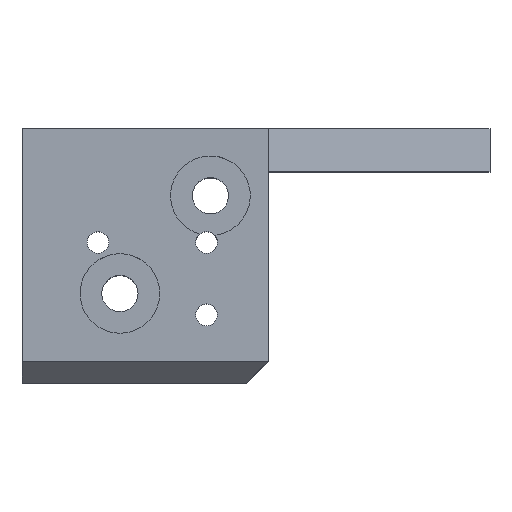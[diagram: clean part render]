
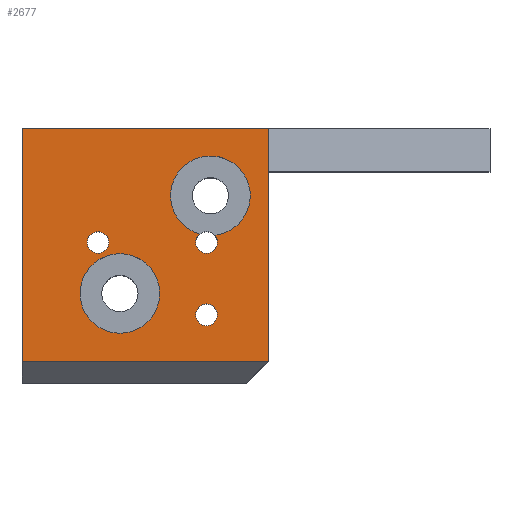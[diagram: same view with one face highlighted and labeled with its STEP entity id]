
A CAD part, top view. The second image highlights one B-rep face of the part: STEP entity #2677.
In plain terms, the highlighted planar face has unit normal (0, 0, 1).
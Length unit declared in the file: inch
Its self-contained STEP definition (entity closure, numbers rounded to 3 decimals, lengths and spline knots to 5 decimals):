
#12 = DIRECTION ( 'NONE',  ( -1., 0., 0. ) ) ;
#34 = VECTOR ( 'NONE', #848, 39.37008 ) ;
#37 = CARTESIAN_POINT ( 'NONE',  ( -3.27473, 0.66661, 3.09449 ) ) ;
#45 = VERTEX_POINT ( 'NONE', #1178 ) ;
#58 = DIRECTION ( 'NONE',  ( 1., 0., 0. ) ) ;
#74 = DIRECTION ( 'NONE',  ( 0., 0., -1. ) ) ;
#84 = EDGE_CURVE ( 'NONE', #2555, #529, #1905, .T. ) ;
#118 = CARTESIAN_POINT ( 'NONE',  ( -2.97835, -0.45079, 3.09449 ) ) ;
#127 = DIRECTION ( 'NONE',  ( 0., 1., 0. ) ) ;
#128 = ORIENTED_EDGE ( 'NONE', *, *, #2775, .F. ) ;
#198 = VERTEX_POINT ( 'NONE', #2412 ) ;
#213 = ORIENTED_EDGE ( 'NONE', *, *, #84, .F. ) ;
#246 = VERTEX_POINT ( 'NONE', #825 ) ;
#247 = EDGE_CURVE ( 'NONE', #1443, #198, #2624, .T. ) ;
#251 = DIRECTION ( 'NONE',  ( 0., -1., 0. ) ) ;
#253 = DIRECTION ( 'NONE',  ( 0., 0., -1. ) ) ;
#312 = DIRECTION ( 'NONE',  ( -1., 0., 0. ) ) ;
#321 = EDGE_CURVE ( 'NONE', #1473, #1439, #1509, .T. ) ;
#352 = DIRECTION ( 'NONE',  ( -1., 0., 0. ) ) ;
#393 = CARTESIAN_POINT ( 'NONE',  ( -3.31299, 0.19685, 3.09449 ) ) ;
#404 = DIRECTION ( 'NONE',  ( 0., 0., -1. ) ) ;
#409 = FACE_BOUND ( 'NONE', #1629, .T. ) ;
#432 = CIRCLE ( 'NONE', #1707, 0.21654 ) ;
#464 = CARTESIAN_POINT ( 'NONE',  ( -2.97835, 0.81693, 3.09449 ) ) ;
#495 = EDGE_LOOP ( 'NONE', ( #985, #2606 ) ) ;
#529 = VERTEX_POINT ( 'NONE', #956 ) ;
#532 = VERTEX_POINT ( 'NONE', #2539 ) ;
#542 = ORIENTED_EDGE ( 'NONE', *, *, #1534, .F. ) ;
#581 = DIRECTION ( 'NONE',  ( 1., 0., 0. ) ) ;
#588 = VERTEX_POINT ( 'NONE', #37 ) ;
#596 = AXIS2_PLACEMENT_3D ( 'NONE', #2266, #253, #1838 ) ;
#599 = CIRCLE ( 'NONE', #983, 0.21654 ) ;
#600 = EDGE_LOOP ( 'NONE', ( #1921, #542, #213, #128, #1579 ) ) ;
#603 = CIRCLE ( 'NONE', #987, 0.05906 ) ;
#614 = DIRECTION ( 'NONE',  ( 0., 0., -1. ) ) ;
#669 = DIRECTION ( 'NONE',  ( 1., 0., 0. ) ) ;
#738 = VERTEX_POINT ( 'NONE', #1963 ) ;
#755 = EDGE_CURVE ( 'NONE', #738, #1439, #2854, .T. ) ;
#763 = DIRECTION ( 'NONE',  ( 0., 0., -1. ) ) ;
#771 = EDGE_CURVE ( 'NONE', #2525, #2888, #2569, .T. ) ;
#794 = DIRECTION ( 'NONE',  ( 0., 0., -1. ) ) ;
#801 = CARTESIAN_POINT ( 'NONE',  ( -3.41535, -0.45079, 3.09449 ) ) ;
#825 = CARTESIAN_POINT ( 'NONE',  ( -3.25394, -0.19685, 3.09449 ) ) ;
#842 = AXIS2_PLACEMENT_3D ( 'NONE', #1281, #614, #2633 ) ;
#845 = DIRECTION ( 'NONE',  ( -1., 0., 0. ) ) ;
#848 = DIRECTION ( 'NONE',  ( 0., 1., 0. ) ) ;
#871 = VERTEX_POINT ( 'NONE', #1631 ) ;
#956 = CARTESIAN_POINT ( 'NONE',  ( -4.31693, -0.45079, 3.09449 ) ) ;
#958 = CARTESIAN_POINT ( 'NONE',  ( -3.9626, 0.19685, 3.09449 ) ) ;
#983 = AXIS2_PLACEMENT_3D ( 'NONE', #2367, #763, #352 ) ;
#985 = ORIENTED_EDGE ( 'NONE', *, *, #1311, .T. ) ;
#987 = AXIS2_PLACEMENT_3D ( 'NONE', #1217, #1446, #2540 ) ;
#1047 = EDGE_CURVE ( 'NONE', #871, #1632, #2151, .T. ) ;
#1062 = CIRCLE ( 'NONE', #2273, 0.05906 ) ;
#1067 = CARTESIAN_POINT ( 'NONE',  ( -3.3248, 0.81693, 3.09449 ) ) ;
#1119 = EDGE_CURVE ( 'NONE', #45, #2525, #2715, .T. ) ;
#1151 = AXIS2_PLACEMENT_3D ( 'NONE', #2652, #1302, #2664 ) ;
#1168 = AXIS2_PLACEMENT_3D ( 'NONE', #2350, #794, #581 ) ;
#1178 = CARTESIAN_POINT ( 'NONE',  ( -3.25394, 0.19685, 3.09449 ) ) ;
#1197 = CARTESIAN_POINT ( 'NONE',  ( -3.41535, -0.37205, 3.09449 ) ) ;
#1207 = LINE ( 'NONE', #2567, #2673 ) ;
#1208 = DIRECTION ( 'NONE',  ( 0., 0., -1. ) ) ;
#1217 = CARTESIAN_POINT ( 'NONE',  ( -3.31299, -0.19685, 3.09449 ) ) ;
#1224 = EDGE_CURVE ( 'NONE', #2888, #588, #599, .T. ) ;
#1250 = CARTESIAN_POINT ( 'NONE',  ( -4.31693, 0.81693, 3.09449 ) ) ;
#1278 = EDGE_CURVE ( 'NONE', #1798, #45, #2245, .T. ) ;
#1281 = CARTESIAN_POINT ( 'NONE',  ( -3.90354, 0.19685, 3.09449 ) ) ;
#1302 = DIRECTION ( 'NONE',  ( 0., 0., -1. ) ) ;
#1308 = AXIS2_PLACEMENT_3D ( 'NONE', #2881, #2210, #669 ) ;
#1311 = EDGE_CURVE ( 'NONE', #198, #1443, #1364, .T. ) ;
#1316 = FACE_BOUND ( 'NONE', #2225, .T. ) ;
#1354 = ORIENTED_EDGE ( 'NONE', *, *, #1569, .T. ) ;
#1364 = CIRCLE ( 'NONE', #842, 0.05906 ) ;
#1384 = CARTESIAN_POINT ( 'NONE',  ( -3.29231, 0.45079, 3.09449 ) ) ;
#1404 = CARTESIAN_POINT ( 'NONE',  ( -2.97835, -0.37205, 3.09449 ) ) ;
#1436 = CARTESIAN_POINT ( 'NONE',  ( -3.31299, -0.19685, 3.09449 ) ) ;
#1439 = VERTEX_POINT ( 'NONE', #464 ) ;
#1443 = VERTEX_POINT ( 'NONE', #958 ) ;
#1446 = DIRECTION ( 'NONE',  ( 0., 0., -1. ) ) ;
#1473 = VERTEX_POINT ( 'NONE', #1250 ) ;
#1475 = CARTESIAN_POINT ( 'NONE',  ( -3.26841, 0.23558, 3.09449 ) ) ;
#1509 = LINE ( 'NONE', #1067, #2759 ) ;
#1534 = EDGE_CURVE ( 'NONE', #529, #1473, #1207, .T. ) ;
#1569 = EDGE_CURVE ( 'NONE', #246, #532, #603, .T. ) ;
#1579 = ORIENTED_EDGE ( 'NONE', *, *, #755, .T. ) ;
#1629 = EDGE_LOOP ( 'NONE', ( #2417, #2651, #2001, #1893, #2248 ) ) ;
#1631 = CARTESIAN_POINT ( 'NONE',  ( -4.00095, -0.08071, 3.09449 ) ) ;
#1632 = VERTEX_POINT ( 'NONE', #2829 ) ;
#1637 = PLANE ( 'NONE',  #1714 ) ;
#1653 = DIRECTION ( 'NONE',  ( 0., 0., -1. ) ) ;
#1706 = EDGE_LOOP ( 'NONE', ( #2209, #2860 ) ) ;
#1707 = AXIS2_PLACEMENT_3D ( 'NONE', #1384, #2111, #312 ) ;
#1714 = AXIS2_PLACEMENT_3D ( 'NONE', #1197, #74, #12 ) ;
#1798 = VERTEX_POINT ( 'NONE', #1475 ) ;
#1838 = DIRECTION ( 'NONE',  ( -1., 0., 0. ) ) ;
#1893 = ORIENTED_EDGE ( 'NONE', *, *, #1119, .T. ) ;
#1905 = LINE ( 'NONE', #801, #1965 ) ;
#1921 = ORIENTED_EDGE ( 'NONE', *, *, #321, .F. ) ;
#1935 = EDGE_CURVE ( 'NONE', #588, #1798, #432, .T. ) ;
#1942 = VECTOR ( 'NONE', #251, 39.37008 ) ;
#1949 = DIRECTION ( 'NONE',  ( 1., 0., 0. ) ) ;
#1963 = CARTESIAN_POINT ( 'NONE',  ( -2.97835, 0.58071, 3.09449 ) ) ;
#1965 = VECTOR ( 'NONE', #845, 39.37008 ) ;
#2001 = ORIENTED_EDGE ( 'NONE', *, *, #1278, .T. ) ;
#2016 = DIRECTION ( 'NONE',  ( 1., 0., 0. ) ) ;
#2111 = DIRECTION ( 'NONE',  ( 0., 0., -1. ) ) ;
#2151 = CIRCLE ( 'NONE', #596, 0.21654 ) ;
#2187 = EDGE_CURVE ( 'NONE', #1632, #871, #2507, .T. ) ;
#2194 = CARTESIAN_POINT ( 'NONE',  ( -2.97835, 0.10433, 3.09449 ) ) ;
#2209 = ORIENTED_EDGE ( 'NONE', *, *, #1047, .T. ) ;
#2210 = DIRECTION ( 'NONE',  ( 0., 0., -1. ) ) ;
#2225 = EDGE_LOOP ( 'NONE', ( #1354, #2356 ) ) ;
#2245 = CIRCLE ( 'NONE', #2623, 0.05906 ) ;
#2248 = ORIENTED_EDGE ( 'NONE', *, *, #771, .T. ) ;
#2265 = LINE ( 'NONE', #1404, #1942 ) ;
#2266 = CARTESIAN_POINT ( 'NONE',  ( -3.78442, -0.08071, 3.09449 ) ) ;
#2273 = AXIS2_PLACEMENT_3D ( 'NONE', #1436, #1208, #2351 ) ;
#2279 = FACE_BOUND ( 'NONE', #495, .T. ) ;
#2339 = CARTESIAN_POINT ( 'NONE',  ( -3.37205, 0.19685, 3.09449 ) ) ;
#2350 = CARTESIAN_POINT ( 'NONE',  ( -3.90354, 0.19685, 3.09449 ) ) ;
#2351 = DIRECTION ( 'NONE',  ( 1., 0., 0. ) ) ;
#2356 = ORIENTED_EDGE ( 'NONE', *, *, #2815, .T. ) ;
#2367 = CARTESIAN_POINT ( 'NONE',  ( -3.29231, 0.45079, 3.09449 ) ) ;
#2380 = CARTESIAN_POINT ( 'NONE',  ( -3.35072, 0.24228, 3.09449 ) ) ;
#2412 = CARTESIAN_POINT ( 'NONE',  ( -3.84449, 0.19685, 3.09449 ) ) ;
#2417 = ORIENTED_EDGE ( 'NONE', *, *, #1224, .T. ) ;
#2507 = CIRCLE ( 'NONE', #1151, 0.21654 ) ;
#2525 = VERTEX_POINT ( 'NONE', #2339 ) ;
#2527 = AXIS2_PLACEMENT_3D ( 'NONE', #2722, #1653, #58 ) ;
#2539 = CARTESIAN_POINT ( 'NONE',  ( -3.37205, -0.19685, 3.09449 ) ) ;
#2540 = DIRECTION ( 'NONE',  ( 1., 0., 0. ) ) ;
#2555 = VERTEX_POINT ( 'NONE', #118 ) ;
#2567 = CARTESIAN_POINT ( 'NONE',  ( -4.31693, 0., 3.09449 ) ) ;
#2569 = CIRCLE ( 'NONE', #1308, 0.05906 ) ;
#2606 = ORIENTED_EDGE ( 'NONE', *, *, #247, .T. ) ;
#2623 = AXIS2_PLACEMENT_3D ( 'NONE', #393, #404, #2016 ) ;
#2624 = CIRCLE ( 'NONE', #1168, 0.05906 ) ;
#2633 = DIRECTION ( 'NONE',  ( 1., 0., 0. ) ) ;
#2651 = ORIENTED_EDGE ( 'NONE', *, *, #1935, .T. ) ;
#2652 = CARTESIAN_POINT ( 'NONE',  ( -3.78442, -0.08071, 3.09449 ) ) ;
#2664 = DIRECTION ( 'NONE',  ( -1., 0., 0. ) ) ;
#2673 = VECTOR ( 'NONE', #127, 39.37008 ) ;
#2677 = ADVANCED_FACE ( 'NONE', ( #409, #1316, #2279, #2705, #2749 ), #1637, .F. ) ;
#2705 = FACE_BOUND ( 'NONE', #1706, .T. ) ;
#2715 = CIRCLE ( 'NONE', #2527, 0.05906 ) ;
#2722 = CARTESIAN_POINT ( 'NONE',  ( -3.31299, 0.19685, 3.09449 ) ) ;
#2749 = FACE_OUTER_BOUND ( 'NONE', #600, .T. ) ;
#2759 = VECTOR ( 'NONE', #1949, 39.37008 ) ;
#2775 = EDGE_CURVE ( 'NONE', #738, #2555, #2265, .T. ) ;
#2815 = EDGE_CURVE ( 'NONE', #532, #246, #1062, .T. ) ;
#2829 = CARTESIAN_POINT ( 'NONE',  ( -3.56788, -0.08071, 3.09449 ) ) ;
#2854 = LINE ( 'NONE', #2194, #34 ) ;
#2860 = ORIENTED_EDGE ( 'NONE', *, *, #2187, .T. ) ;
#2881 = CARTESIAN_POINT ( 'NONE',  ( -3.31299, 0.19685, 3.09449 ) ) ;
#2888 = VERTEX_POINT ( 'NONE', #2380 ) ;
